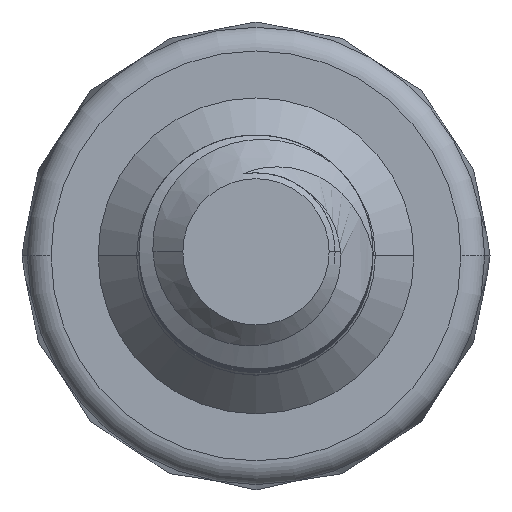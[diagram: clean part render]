
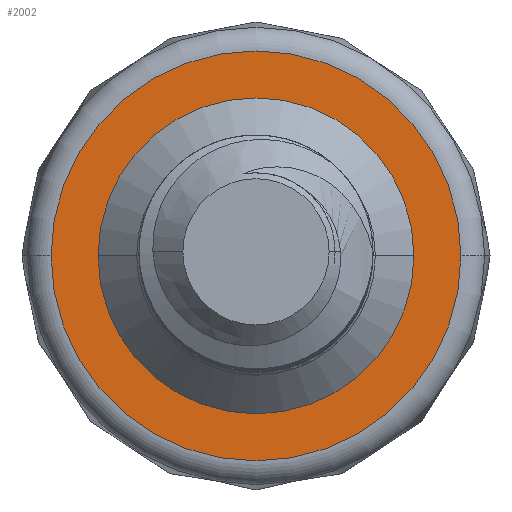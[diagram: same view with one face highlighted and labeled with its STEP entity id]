
A CAD part, top view. The second image highlights one B-rep face of the part: STEP entity #2002.
In plain terms, the highlighted planar face has unit normal (0, 0, 1).
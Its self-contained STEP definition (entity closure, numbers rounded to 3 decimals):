
#15=FACE_BOUND('',#484,.T.);
#16=PLANE('',#2158);
#371=FACE_OUTER_BOUND('',#483,.T.);
#483=EDGE_LOOP('',(#1648,#1649));
#484=EDGE_LOOP('',(#1650,#1651));
#722=CIRCLE('',#2119,0.675);
#726=CIRCLE('',#2125,0.876);
#751=CIRCLE('',#2159,0.876);
#752=CIRCLE('',#2160,0.675);
#916=VERTEX_POINT('',#4216);
#917=VERTEX_POINT('',#4218);
#922=VERTEX_POINT('',#4240);
#923=VERTEX_POINT('',#4241);
#1196=EDGE_CURVE('',#917,#916,#722,.T.);
#1202=EDGE_CURVE('',#922,#923,#726,.T.);
#1247=EDGE_CURVE('',#923,#922,#751,.T.);
#1248=EDGE_CURVE('',#916,#917,#752,.T.);
#1648=ORIENTED_EDGE('',*,*,#1247,.T.);
#1649=ORIENTED_EDGE('',*,*,#1202,.T.);
#1650=ORIENTED_EDGE('',*,*,#1196,.T.);
#1651=ORIENTED_EDGE('',*,*,#1248,.T.);
#2002=ADVANCED_FACE('',(#371,#15),#16,.F.);
#2119=AXIS2_PLACEMENT_3D('',#4219,#2416,#2417);
#2125=AXIS2_PLACEMENT_3D('',#4242,#2429,#2430);
#2158=AXIS2_PLACEMENT_3D('',#4471,#2500,#2501);
#2159=AXIS2_PLACEMENT_3D('',#4472,#2502,#2503);
#2160=AXIS2_PLACEMENT_3D('',#4473,#2504,#2505);
#2416=DIRECTION('center_axis',(0.,0.,-1.));
#2417=DIRECTION('ref_axis',(1.,0.,0.));
#2429=DIRECTION('center_axis',(0.,0.,1.));
#2430=DIRECTION('ref_axis',(1.,0.,0.));
#2500=DIRECTION('center_axis',(0.,0.,-1.));
#2501=DIRECTION('ref_axis',(1.,0.,0.));
#2502=DIRECTION('center_axis',(0.,0.,1.));
#2503=DIRECTION('ref_axis',(1.,0.,0.));
#2504=DIRECTION('center_axis',(0.,0.,-1.));
#2505=DIRECTION('ref_axis',(1.,0.,0.));
#4216=CARTESIAN_POINT('',(-0.675,0.,0.));
#4218=CARTESIAN_POINT('',(0.675,0.,0.));
#4219=CARTESIAN_POINT('Origin',(0.,0.,0.));
#4240=CARTESIAN_POINT('',(-0.876,0.,0.));
#4241=CARTESIAN_POINT('',(0.876,0.,0.));
#4242=CARTESIAN_POINT('Origin',(0.,0.,0.));
#4471=CARTESIAN_POINT('Origin',(0.,-0.95,0.));
#4472=CARTESIAN_POINT('Origin',(0.,0.,0.));
#4473=CARTESIAN_POINT('Origin',(0.,0.,0.));
